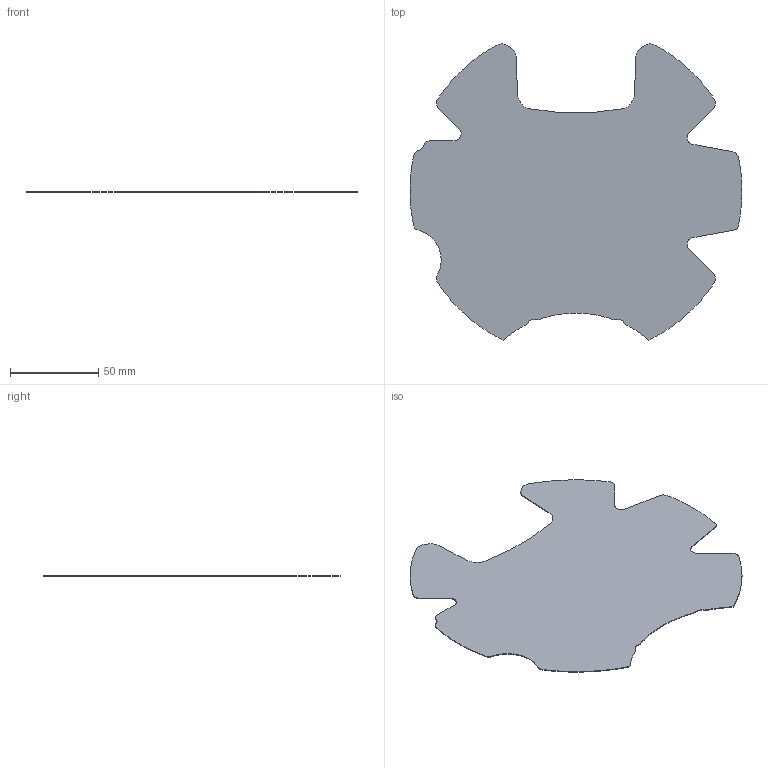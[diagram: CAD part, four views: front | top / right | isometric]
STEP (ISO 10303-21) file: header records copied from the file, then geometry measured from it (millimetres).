
FILE_DESCRIPTION(/* description */ (''),/* implementation_level */ '2;1');
FILE_NAME(/* name */ 'PCB1_2.9mm.step',/* time_stamp */ '2025-02-05T19:07:09+03:00',/* author */ ('Ivan'),/* organization */ (''),/* preprocessor_version */ 'ST-DEVELOPER v19',/* originating_system */ 'Autodesk Inventor 2023',/* authorisation */ '');
FILE_SCHEMA (('CONFIG_CONTROL_DESIGN'));
Length unit declared in the file: millimetre
Products named in the file (1): Open CASCADE STEP translator 6.8 1.1.1
Bounding box: 188.52 x 168.21 x 0.41 mm (x, y, z)
Volume: 9012.8 mm3; surface area: 44107.9 mm2
Topology: 1 solids, 1 shells, 311 faces, 927 edges, 618 vertices
Faces by surface type: plane 306, cylinder 5
Entity records: 10283 total; most frequent: CARTESIAN_POINT 1857, ORIENTED_EDGE 1854, DIRECTION 1561, EDGE_CURVE 927, LINE 917, VECTOR 917, VERTEX_POINT 618, AXIS2_PLACEMENT_3D 322
